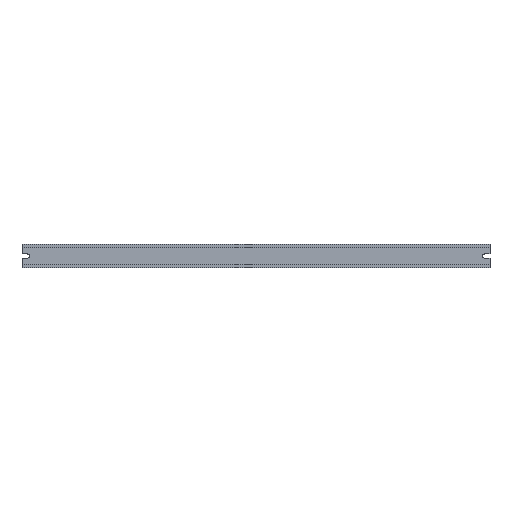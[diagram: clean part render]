
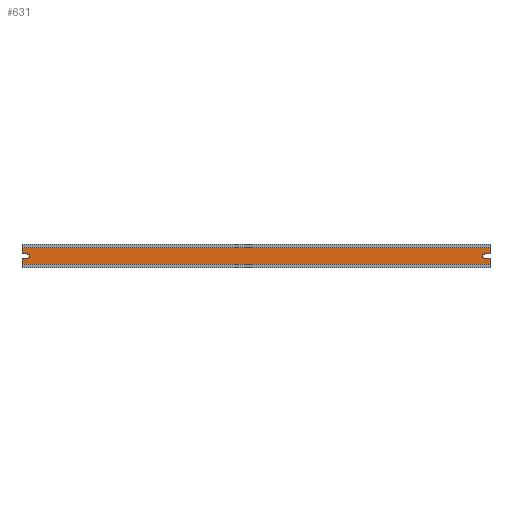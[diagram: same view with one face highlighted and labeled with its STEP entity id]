
A CAD part, top view. The second image highlights one B-rep face of the part: STEP entity #631.
In plain terms, the highlighted planar face has unit normal (0, 0, 1).
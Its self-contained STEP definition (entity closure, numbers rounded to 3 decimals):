
#7 = DIRECTION ( 'NONE',  ( 1., 0., 0. ) ) ;
#12 = VECTOR ( 'NONE', #428, 1000. ) ;
#26 = EDGE_CURVE ( 'NONE', #587, #701, #83, .T. ) ;
#28 = ORIENTED_EDGE ( 'NONE', *, *, #71, .F. ) ;
#30 = CARTESIAN_POINT ( 'NONE',  ( 337.5, 3., 1.5 ) ) ;
#32 = EDGE_LOOP ( 'NONE', ( #439, #389, #690, #360, #388, #51, #264, #82, #560, #745, #28, #717, #443 ) ) ;
#41 = CARTESIAN_POINT ( 'NONE',  ( 337.5, 3., 1.5 ) ) ;
#48 = VECTOR ( 'NONE', #280, 1000. ) ;
#51 = ORIENTED_EDGE ( 'NONE', *, *, #667, .F. ) ;
#67 = VERTEX_POINT ( 'NONE', #539 ) ;
#71 = EDGE_CURVE ( 'NONE', #722, #163, #208, .T. ) ;
#76 = CARTESIAN_POINT ( 'NONE',  ( -345.5, -13.5, 1.5 ) ) ;
#82 = ORIENTED_EDGE ( 'NONE', *, *, #26, .F. ) ;
#83 = CIRCLE ( 'NONE', #185, 3. ) ;
#86 = AXIS2_PLACEMENT_3D ( 'NONE', #246, #313, #614 ) ;
#94 = CARTESIAN_POINT ( 'NONE',  ( -337.5, 0., 1.5 ) ) ;
#119 = VECTOR ( 'NONE', #174, 1000. ) ;
#121 = CARTESIAN_POINT ( 'NONE',  ( -345.5, -3., 1.5 ) ) ;
#128 = VECTOR ( 'NONE', #301, 1000. ) ;
#132 = CARTESIAN_POINT ( 'NONE',  ( 337.5, -3., 1.5 ) ) ;
#137 = LINE ( 'NONE', #610, #611 ) ;
#140 = CARTESIAN_POINT ( 'NONE',  ( 345.5, 12., 1.5 ) ) ;
#142 = DIRECTION ( 'NONE',  ( 0., 1., 0. ) ) ;
#161 = DIRECTION ( 'NONE',  ( 0., 0., 1. ) ) ;
#163 = VERTEX_POINT ( 'NONE', #121 ) ;
#172 = LINE ( 'NONE', #469, #176 ) ;
#174 = DIRECTION ( 'NONE',  ( 0., 1., 0. ) ) ;
#176 = VECTOR ( 'NONE', #291, 1000. ) ;
#177 = CARTESIAN_POINT ( 'NONE',  ( 345.5, -12., 1.5 ) ) ;
#185 = AXIS2_PLACEMENT_3D ( 'NONE', #94, #161, #393 ) ;
#187 = CIRCLE ( 'NONE', #386, 3. ) ;
#189 = DIRECTION ( 'NONE',  ( -1., 0., 0. ) ) ;
#194 = CARTESIAN_POINT ( 'NONE',  ( 345.5, -12., 1.5 ) ) ;
#197 = LINE ( 'NONE', #432, #214 ) ;
#207 = LINE ( 'NONE', #30, #635 ) ;
#208 = LINE ( 'NONE', #463, #119 ) ;
#214 = VECTOR ( 'NONE', #366, 1000. ) ;
#232 = VERTEX_POINT ( 'NONE', #259 ) ;
#241 = CARTESIAN_POINT ( 'NONE',  ( -345.5, -12., 1.5 ) ) ;
#244 = EDGE_CURVE ( 'NONE', #163, #546, #606, .T. ) ;
#245 = EDGE_CURVE ( 'NONE', #604, #621, #426, .T. ) ;
#246 = CARTESIAN_POINT ( 'NONE',  ( 345.5, -13.5, 1.5 ) ) ;
#250 = CARTESIAN_POINT ( 'NONE',  ( 345.5, -3., 1.5 ) ) ;
#251 = LINE ( 'NONE', #194, #474 ) ;
#259 = CARTESIAN_POINT ( 'NONE',  ( -345.5, 3., 1.5 ) ) ;
#264 = ORIENTED_EDGE ( 'NONE', *, *, #714, .F. ) ;
#280 = DIRECTION ( 'NONE',  ( 0., 1., 0. ) ) ;
#291 = DIRECTION ( 'NONE',  ( 1., 0., 0. ) ) ;
#301 = DIRECTION ( 'NONE',  ( 1., 0., 0. ) ) ;
#307 = CARTESIAN_POINT ( 'NONE',  ( 337.5, 0., 1.5 ) ) ;
#311 = EDGE_CURVE ( 'NONE', #604, #722, #251, .T. ) ;
#313 = DIRECTION ( 'NONE',  ( 0., 0., 1. ) ) ;
#316 = FACE_OUTER_BOUND ( 'NONE', #32, .T. ) ;
#323 = EDGE_CURVE ( 'NONE', #664, #517, #137, .T. ) ;
#335 = VERTEX_POINT ( 'NONE', #41 ) ;
#337 = LINE ( 'NONE', #585, #48 ) ;
#357 = PLANE ( 'NONE',  #86 ) ;
#360 = ORIENTED_EDGE ( 'NONE', *, *, #496, .T. ) ;
#366 = DIRECTION ( 'NONE',  ( -1., 0., 0. ) ) ;
#386 = AXIS2_PLACEMENT_3D ( 'NONE', #715, #654, #7 ) ;
#388 = ORIENTED_EDGE ( 'NONE', *, *, #323, .T. ) ;
#389 = ORIENTED_EDGE ( 'NONE', *, *, #725, .F. ) ;
#393 = DIRECTION ( 'NONE',  ( 1., 0., 0. ) ) ;
#409 = CIRCLE ( 'NONE', #769, 3. ) ;
#426 = LINE ( 'NONE', #549, #502 ) ;
#428 = DIRECTION ( 'NONE',  ( 0., 1., 0. ) ) ;
#432 = CARTESIAN_POINT ( 'NONE',  ( -337.5, 3., 1.5 ) ) ;
#439 = ORIENTED_EDGE ( 'NONE', *, *, #588, .F. ) ;
#443 = ORIENTED_EDGE ( 'NONE', *, *, #245, .T. ) ;
#444 = DIRECTION ( 'NONE',  ( -1., 0., 0. ) ) ;
#448 = EDGE_CURVE ( 'NONE', #67, #335, #207, .T. ) ;
#463 = CARTESIAN_POINT ( 'NONE',  ( -345.5, -13.5, 1.5 ) ) ;
#469 = CARTESIAN_POINT ( 'NONE',  ( 345.5, -3., 1.5 ) ) ;
#474 = VECTOR ( 'NONE', #666, 1000. ) ;
#496 = EDGE_CURVE ( 'NONE', #67, #664, #337, .T. ) ;
#502 = VECTOR ( 'NONE', #142, 1000. ) ;
#517 = VERTEX_POINT ( 'NONE', #592 ) ;
#539 = CARTESIAN_POINT ( 'NONE',  ( 345.5, 3., 1.5 ) ) ;
#541 = CARTESIAN_POINT ( 'NONE',  ( -337.5, 3., 1.5 ) ) ;
#546 = VERTEX_POINT ( 'NONE', #697 ) ;
#549 = CARTESIAN_POINT ( 'NONE',  ( 345.5, -13.5, 1.5 ) ) ;
#557 = LINE ( 'NONE', #76, #12 ) ;
#560 = ORIENTED_EDGE ( 'NONE', *, *, #643, .F. ) ;
#570 = DIRECTION ( 'NONE',  ( -1., 0., 0. ) ) ;
#585 = CARTESIAN_POINT ( 'NONE',  ( 345.5, -13.5, 1.5 ) ) ;
#587 = VERTEX_POINT ( 'NONE', #708 ) ;
#588 = EDGE_CURVE ( 'NONE', #661, #621, #172, .T. ) ;
#592 = CARTESIAN_POINT ( 'NONE',  ( -345.5, 12., 1.5 ) ) ;
#604 = VERTEX_POINT ( 'NONE', #177 ) ;
#606 = LINE ( 'NONE', #716, #128 ) ;
#610 = CARTESIAN_POINT ( 'NONE',  ( 345.5, 12., 1.5 ) ) ;
#611 = VECTOR ( 'NONE', #570, 1000. ) ;
#614 = DIRECTION ( 'NONE',  ( 0., -1., 0. ) ) ;
#621 = VERTEX_POINT ( 'NONE', #250 ) ;
#631 = ADVANCED_FACE ( 'NONE', ( #316 ), #357, .T. ) ;
#635 = VECTOR ( 'NONE', #444, 1000. ) ;
#643 = EDGE_CURVE ( 'NONE', #546, #587, #187, .T. ) ;
#654 = DIRECTION ( 'NONE',  ( 0., 0., 1. ) ) ;
#661 = VERTEX_POINT ( 'NONE', #132 ) ;
#664 = VERTEX_POINT ( 'NONE', #140 ) ;
#666 = DIRECTION ( 'NONE',  ( -1., 0., 0. ) ) ;
#667 = EDGE_CURVE ( 'NONE', #232, #517, #557, .T. ) ;
#690 = ORIENTED_EDGE ( 'NONE', *, *, #448, .F. ) ;
#697 = CARTESIAN_POINT ( 'NONE',  ( -337.5, -3., 1.5 ) ) ;
#701 = VERTEX_POINT ( 'NONE', #541 ) ;
#708 = CARTESIAN_POINT ( 'NONE',  ( -334.5, 0., 1.5 ) ) ;
#714 = EDGE_CURVE ( 'NONE', #701, #232, #197, .T. ) ;
#715 = CARTESIAN_POINT ( 'NONE',  ( -337.5, 0., 1.5 ) ) ;
#716 = CARTESIAN_POINT ( 'NONE',  ( -345.5, -3., 1.5 ) ) ;
#717 = ORIENTED_EDGE ( 'NONE', *, *, #311, .F. ) ;
#722 = VERTEX_POINT ( 'NONE', #241 ) ;
#724 = DIRECTION ( 'NONE',  ( 0., 0., 1. ) ) ;
#725 = EDGE_CURVE ( 'NONE', #335, #661, #409, .T. ) ;
#745 = ORIENTED_EDGE ( 'NONE', *, *, #244, .F. ) ;
#769 = AXIS2_PLACEMENT_3D ( 'NONE', #307, #724, #189 ) ;
